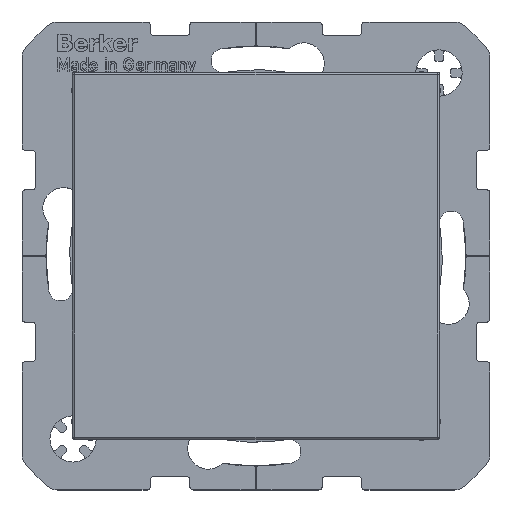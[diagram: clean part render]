
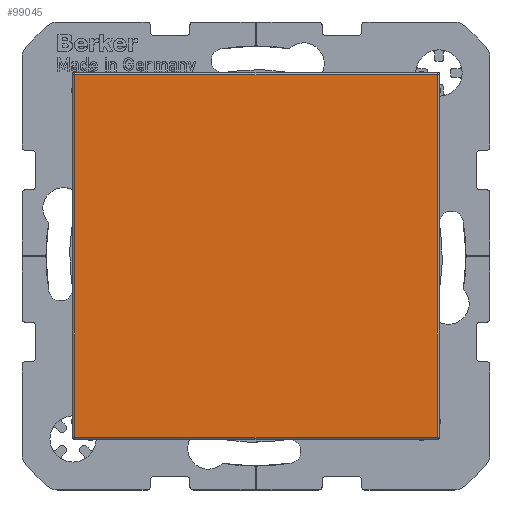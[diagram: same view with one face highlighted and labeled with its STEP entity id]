
A CAD part, top view. The second image highlights one B-rep face of the part: STEP entity #99045.
In plain terms, the highlighted face is planar.
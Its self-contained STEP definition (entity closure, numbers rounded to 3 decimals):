
#66643=DIRECTION('',(1.,0.,0.));
#66644=VECTOR('',#66643,54.881);
#66645=CARTESIAN_POINT('',(-27.44,6.2,27.44));
#66646=LINE('4957',#66645,#66644);
#66651=DIRECTION('',(0.,0.,1.));
#66652=VECTOR('',#66651,54.881);
#66653=CARTESIAN_POINT('',(-27.44,6.2,-27.44));
#66654=LINE('4961',#66653,#66652);
#66658=DIRECTION('',(-1.,0.,0.));
#66659=VECTOR('',#66658,54.881);
#66660=CARTESIAN_POINT('',(27.44,6.2,-27.44));
#66661=LINE('4967',#66660,#66659);
#66665=DIRECTION('',(0.,0.,-1.));
#66666=VECTOR('',#66665,54.881);
#66667=CARTESIAN_POINT('',(27.44,6.2,27.44));
#66668=LINE('4972',#66667,#66666);
#94817=CARTESIAN_POINT('',(-27.44,6.2,27.44));
#94818=CARTESIAN_POINT('',(27.44,6.2,27.44));
#94819=VERTEX_POINT('',#94817);
#94820=VERTEX_POINT('',#94818);
#94827=CARTESIAN_POINT('',(-27.44,6.2,-27.44));
#94828=VERTEX_POINT('',#94827);
#94839=CARTESIAN_POINT('',(27.44,6.2,-27.44));
#94840=VERTEX_POINT('',#94839);
#99030=CARTESIAN_POINT('',(0.,6.2,0.));
#99031=DIRECTION('',(0.,1.,0.));
#99032=DIRECTION('',(0.,0.,-1.));
#99033=AXIS2_PLACEMENT_3D('',#99030,#99031,#99032);
#99034=PLANE('1910',#99033);
#99036=ORIENTED_EDGE('4957',*,*,#99035,.F.);
#99038=ORIENTED_EDGE('4961',*,*,#99037,.F.);
#99040=ORIENTED_EDGE('4967',*,*,#99039,.F.);
#99042=ORIENTED_EDGE('4972',*,*,#99041,.F.);
#99043=EDGE_LOOP('1910',(#99036,#99038,#99040,#99042));
#99044=FACE_OUTER_BOUND('1910',#99043,.F.);
#99045=ADVANCED_FACE('1910',(#99044),#99034,.T.);
#99035=EDGE_CURVE('4957',#94819,#94820,#66646,.T.);
#99037=EDGE_CURVE('4961',#94828,#94819,#66654,.T.);
#99039=EDGE_CURVE('4967',#94840,#94828,#66661,.T.);
#99041=EDGE_CURVE('4972',#94820,#94840,#66668,.T.);
